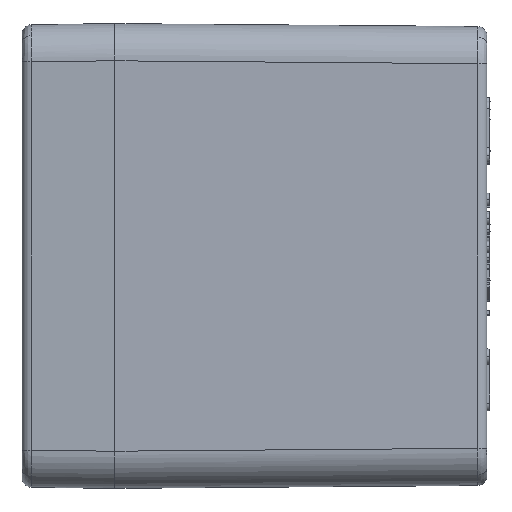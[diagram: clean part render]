
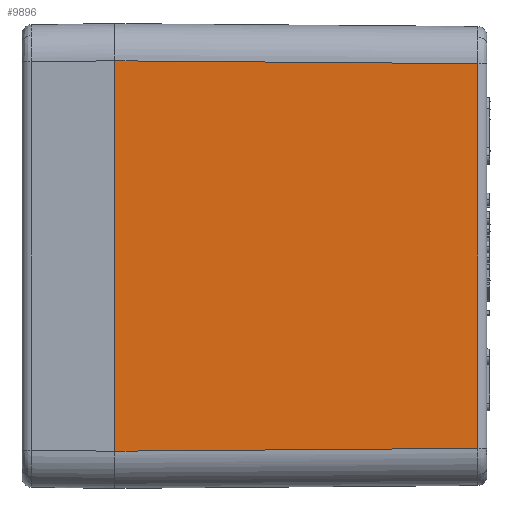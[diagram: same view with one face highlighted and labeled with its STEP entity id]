
A CAD part, left-side view. The second image highlights one B-rep face of the part: STEP entity #9896.
In plain terms, the highlighted planar face has unit normal (-1, -0.008, 0).
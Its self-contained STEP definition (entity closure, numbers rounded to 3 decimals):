
#42 = EDGE_CURVE ( 'NONE', #17167, #49165, #27893, .T. ) ;
#1175 = CARTESIAN_POINT ( 'NONE',  ( -39.987, 0.3, -31.487 ) ) ;
#1432 = EDGE_CURVE ( 'NONE', #35689, #5103, #12124, .T. ) ;
#1865 = VECTOR ( 'NONE', #8796, 1000. ) ;
#5103 = VERTEX_POINT ( 'NONE', #41752 ) ;
#6426 = DIRECTION ( 'NONE',  ( 0.008, -1., 0. ) ) ;
#7405 = AXIS2_PLACEMENT_3D ( 'NONE', #25655, #29524, #6426 ) ;
#8796 = DIRECTION ( 'NONE',  ( 0.008, -1., 0.008 ) ) ;
#9896 = ADVANCED_FACE ( 'NONE', ( #24787 ), #48396, .T. ) ;
#12124 = LINE ( 'NONE', #24294, #1865 ) ;
#14691 = VECTOR ( 'NONE', #23911, 1000. ) ;
#16147 = CARTESIAN_POINT ( 'NONE',  ( -39.527, -58.212, 31.016 ) ) ;
#17167 = VERTEX_POINT ( 'NONE', #37199 ) ;
#19125 = CARTESIAN_POINT ( 'NONE',  ( -39.996, 1.458, 31.496 ) ) ;
#20137 = ORIENTED_EDGE ( 'NONE', *, *, #1432, .T. ) ;
#20526 = ORIENTED_EDGE ( 'NONE', *, *, #28366, .F. ) ;
#20553 = LINE ( 'NONE', #28820, #41054 ) ;
#22544 = ORIENTED_EDGE ( 'NONE', *, *, #42, .T. ) ;
#23911 = DIRECTION ( 'NONE',  ( 0., 0., 1. ) ) ;
#24294 = CARTESIAN_POINT ( 'NONE',  ( -40., 2.047, -31.501 ) ) ;
#24787 = FACE_OUTER_BOUND ( 'NONE', #47175, .T. ) ;
#25655 = CARTESIAN_POINT ( 'NONE',  ( -40., 2., -37.5 ) ) ;
#27893 = LINE ( 'NONE', #19125, #47177 ) ;
#28366 = EDGE_CURVE ( 'NONE', #35689, #49165, #20553, .T. ) ;
#28820 = CARTESIAN_POINT ( 'NONE',  ( -39.987, 0.3, -37.5 ) ) ;
#29524 = DIRECTION ( 'NONE',  ( -1., -0.008, 0. ) ) ;
#30783 = DIRECTION ( 'NONE',  ( -0.008, 1., 0.008 ) ) ;
#35233 = LINE ( 'NONE', #16147, #14691 ) ;
#35689 = VERTEX_POINT ( 'NONE', #1175 ) ;
#36040 = EDGE_CURVE ( 'NONE', #5103, #17167, #35233, .T. ) ;
#36552 = DIRECTION ( 'NONE',  ( 0., 0., 1. ) ) ;
#37199 = CARTESIAN_POINT ( 'NONE',  ( -39.527, -58.212, 31.027 ) ) ;
#38965 = CARTESIAN_POINT ( 'NONE',  ( -39.987, 0.3, 31.487 ) ) ;
#41054 = VECTOR ( 'NONE', #36552, 1000. ) ;
#41752 = CARTESIAN_POINT ( 'NONE',  ( -39.527, -58.212, -31.027 ) ) ;
#45638 = ORIENTED_EDGE ( 'NONE', *, *, #36040, .T. ) ;
#47175 = EDGE_LOOP ( 'NONE', ( #20137, #45638, #22544, #20526 ) ) ;
#47177 = VECTOR ( 'NONE', #30783, 1000. ) ;
#48396 = PLANE ( 'NONE',  #7405 ) ;
#49165 = VERTEX_POINT ( 'NONE', #38965 ) ;
